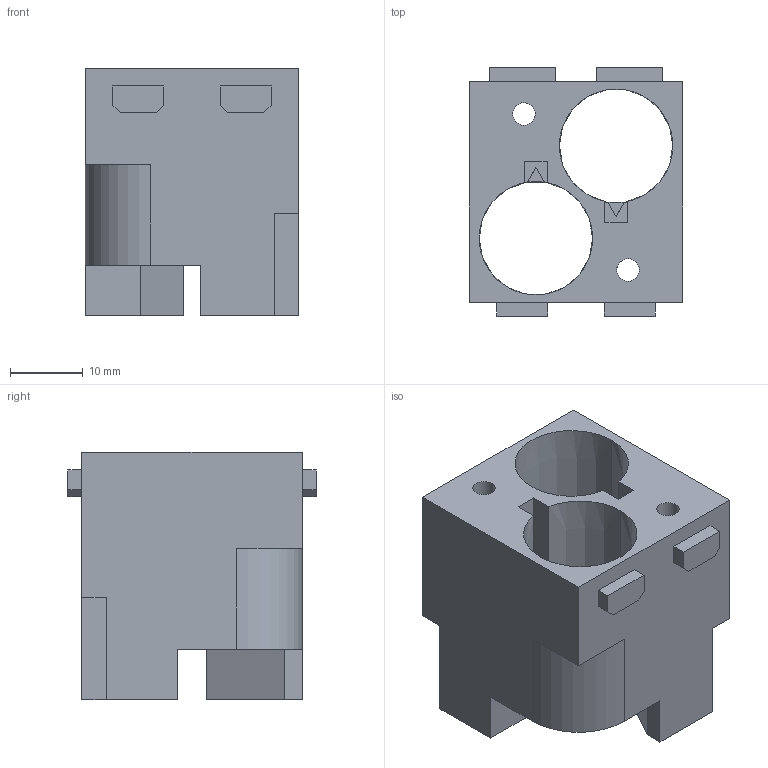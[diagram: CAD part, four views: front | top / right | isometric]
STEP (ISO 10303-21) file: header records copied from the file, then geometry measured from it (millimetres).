
FILE_DESCRIPTION(('CATIA V5 STEP Exchange','CAx-IF Rec.Pracs.--- Model Styling and Organization---1.4--- 2014-01-23'),'2;1');
FILE_NAME ('1255393-1_1', '2021-01-26T17:21:57+00:00', ('none'), ('Weidmueller'), 'CATIA Version 5-6 Release 2016 SP3 HF44', 'CATIA V5 STEP AP214', 'none');
FILE_SCHEMA(('AUTOMOTIVE_DESIGN { 1 0 10303 214 1 1 1 1 }'));
Length unit declared in the file: millimetre
Products named in the file (1): 2748560000
Bounding box: 29.3 x 34.1 x 33.9 mm (x, y, z)
Volume: 11870.8 mm3; surface area: 9330.4 mm2
Topology: 1 solids, 1 shells, 98 faces, 268 edges, 180 vertices
Faces by surface type: plane 80, cone 12, cylinder 6
Entity records: 3184 total; most frequent: CARTESIAN_POINT 702, ORIENTED_EDGE 536, DIRECTION 438, EDGE_CURVE 268, VECTOR 212, LINE 212, VERTEX_POINT 180, AXIS2_PLACEMENT_3D 133
